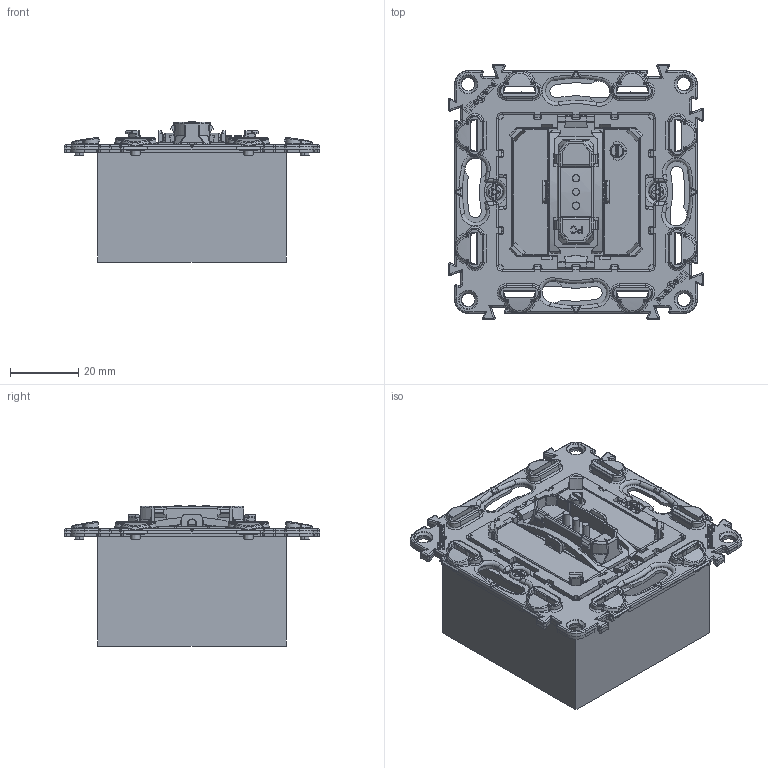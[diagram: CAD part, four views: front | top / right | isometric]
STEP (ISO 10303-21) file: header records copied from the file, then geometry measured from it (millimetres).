
FILE_DESCRIPTION(('CATIA V5 STEP Exchange','CAx-IF Rec.Pracs.--- Model Styling and Organization---1.4--- 2014-01-23'),'2;1');
FILE_NAME('752061_AllCATPart.stp','2020-02-13T09:34:59+00:00',('none'),('none'),'CATIA Version 5-6 Release 2017 SP3','CATIA V5 STEP AP214','none');
FILE_SCHEMA(('AUTOMOTIVE_DESIGN { 1 0 10303 214 1 1 1 1 }'));
Products named in the file (1): 752061_AllCATPart
Bounding box: 74.7 x 74.7 x 40.9 mm (x, y, z)
Volume: 106459.8 mm3; surface area: 27255.1 mm2
Topology: 1 solids, 3 shells, 6057 faces, 17466 edges, 11359 vertices
Faces by surface type: plane 4444, cylinder 749, bspline 397, cone 227, torus 169, sphere 59, extrusion 12
Entity records: 218507 total; most frequent: CARTESIAN_POINT 65083, ORIENTED_EDGE 34764, DIRECTION 24008, EDGE_CURVE 17382, VECTOR 12965, LINE 12953, VERTEX_POINT 11359, AXIS2_PLACEMENT_3D 6219
